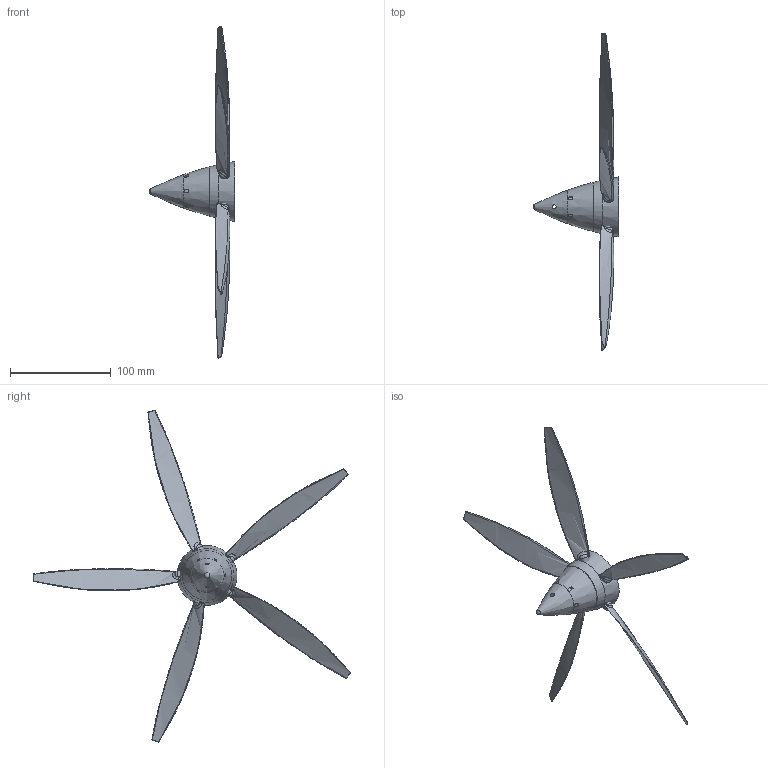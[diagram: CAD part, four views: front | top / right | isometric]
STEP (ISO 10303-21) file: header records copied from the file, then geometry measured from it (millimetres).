
FILE_DESCRIPTION(('FreeCAD Model'),'2;1');
FILE_NAME('Open CASCADE Shape Model','2025-04-17T06:29:36',('FreeCAD'),( 'FreeCAD'),'Open CASCADE STEP processor 7.6','FreeCAD','Unknown');
FILE_SCHEMA(('AUTOMOTIVE_DESIGN { 1 0 10303 214 1 1 1 1 }'));
Length unit declared in the file: millimetre
Products named in the file (1): Open CASCADE STEP translator 7.6 1
Bounding box: 84.98 x 314.93 x 329.73 mm (x, y, z)
Volume: 109090.4 mm3; surface area: 74522.1 mm2
Topology: 9 solids, 10 shells, 311 faces, 719 edges, 441 vertices
Faces by surface type: bspline 165, plane 85, cylinder 31, cone 27, sphere 2, torus 1
Full cylindrical faces by diameter (mm): 4 x1, 10 x20, 11 x1, 14 x1, 20 x2, 29.316 x1, 32.609 x1, 39.206 x1, 42 x1, 43.162 x1, 48 x1
Entity records: 14408 total; most frequent: CARTESIAN_POINT 8612, ORIENTED_EDGE 1418, DIRECTION 802, EDGE_CURVE 709, VERTEX_POINT 441, B_SPLINE_CURVE_WITH_KNOTS 404, AXIS2_PLACEMENT_3D 389, FACE_BOUND 352
